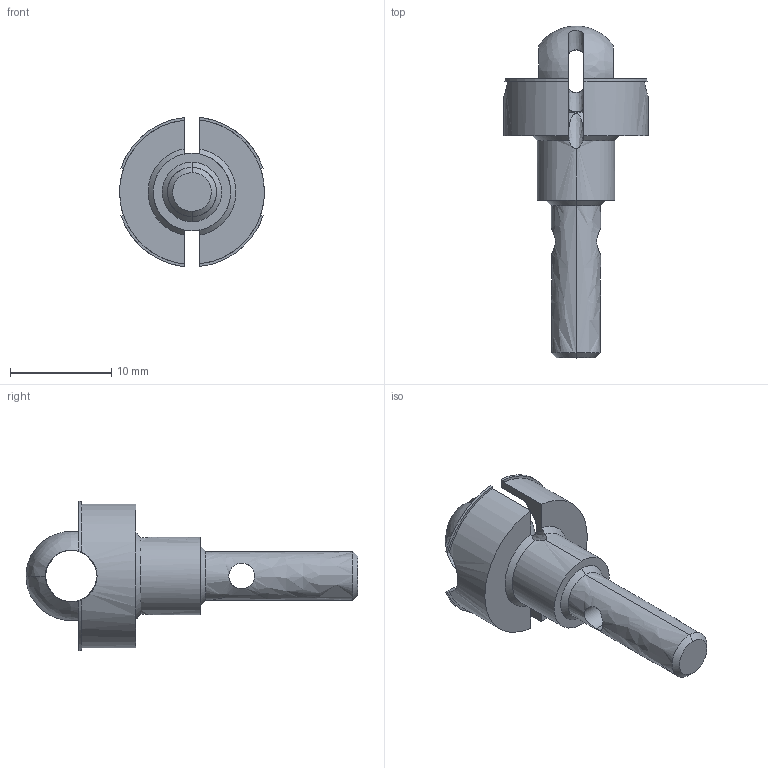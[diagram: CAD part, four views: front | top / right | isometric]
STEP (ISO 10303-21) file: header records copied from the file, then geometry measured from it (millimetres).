
FILE_DESCRIPTION(('FreeCAD Model'),'2;1');
FILE_NAME('Open CASCADE Shape Model','2025-05-28T16:09:12',('FreeCAD'),( 'FreeCAD'),'Open CASCADE STEP processor 7.6','FreeCAD','Unknown');
FILE_SCHEMA(('AUTOMOTIVE_DESIGN { 1 0 10303 214 1 1 1 1 }'));
Length unit declared in the file: millimetre
Products named in the file (1): Open CASCADE STEP translator 7.6 1
Bounding box: 14.32 x 32.86 x 14.75 mm (x, y, z)
Volume: 1058.1 mm3; surface area: 1443 mm2
Topology: 1 solids, 1 shells, 62 faces, 190 edges, 125 vertices
Faces by surface type: bspline 62
Entity records: 2640 total; most frequent: CARTESIAN_POINT 1608, ORIENTED_EDGE 380, EDGE_CURVE 190, VERTEX_POINT 125, B_SPLINE_CURVE_WITH_KNOTS 106, FACE_BOUND 65, EDGE_LOOP 65, ADVANCED_FACE 62
